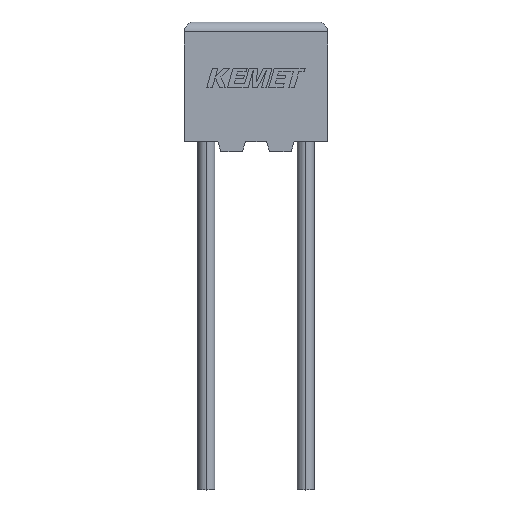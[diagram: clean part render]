
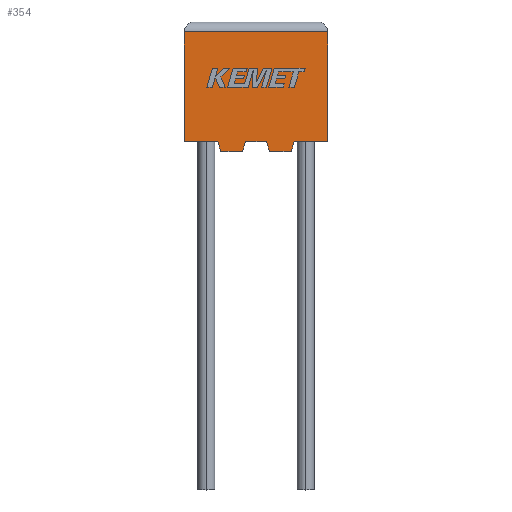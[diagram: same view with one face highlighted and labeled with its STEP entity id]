
A CAD part, top view. The second image highlights one B-rep face of the part: STEP entity #354.
In plain terms, the highlighted planar face has unit normal (0, 0, 1).
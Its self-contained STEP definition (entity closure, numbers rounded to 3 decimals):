
#12 = EDGE_CURVE ( 'NONE', #587, #28, #1085, .T. ) ;
#23 = VERTEX_POINT ( 'NONE', #115 ) ;
#28 = VERTEX_POINT ( 'NONE', #1853 ) ;
#81 = LINE ( 'NONE', #2158, #328 ) ;
#96 = EDGE_CURVE ( 'NONE', #3176, #1255, #1208, .T. ) ;
#115 = CARTESIAN_POINT ( 'NONE',  ( 5.374, -0.5, 2.5 ) ) ;
#135 = DIRECTION ( 'NONE',  ( -1., 0., 0. ) ) ;
#136 = VECTOR ( 'NONE', #2629, 1000. ) ;
#143 = VERTEX_POINT ( 'NONE', #548 ) ;
#161 = LINE ( 'NONE', #2008, #2082 ) ;
#192 = ORIENTED_EDGE ( 'NONE', *, *, #821, .T. ) ;
#213 = CARTESIAN_POINT ( 'NONE',  ( 0., 0., 2.5 ) ) ;
#283 = EDGE_CURVE ( 'NONE', #143, #1222, #3046, .T. ) ;
#308 = ORIENTED_EDGE ( 'NONE', *, *, #1967, .F. ) ;
#328 = VECTOR ( 'NONE', #3031, 1000. ) ;
#345 = ORIENTED_EDGE ( 'NONE', *, *, #501, .T. ) ;
#354 = ADVANCED_FACE ( 'NONE', ( #2152 ), #1233, .F. ) ;
#362 = DIRECTION ( 'NONE',  ( 1., 0., 0. ) ) ;
#411 = VECTOR ( 'NONE', #1831, 1000. ) ;
#415 = LINE ( 'NONE', #1847, #1478 ) ;
#455 = EDGE_CURVE ( 'NONE', #28, #3176, #2559, .T. ) ;
#497 = VECTOR ( 'NONE', #700, 1000. ) ;
#501 = EDGE_CURVE ( 'NONE', #1888, #1328, #81, .T. ) ;
#512 = DIRECTION ( 'NONE',  ( -0.287, -0.958, 0. ) ) ;
#528 = CARTESIAN_POINT ( 'NONE',  ( 0., 5.5, 2.5 ) ) ;
#545 = ORIENTED_EDGE ( 'NONE', *, *, #283, .T. ) ;
#548 = CARTESIAN_POINT ( 'NONE',  ( 1.826, -0.5, 2.5 ) ) ;
#587 = VERTEX_POINT ( 'NONE', #874 ) ;
#637 = VERTEX_POINT ( 'NONE', #893 ) ;
#671 = CARTESIAN_POINT ( 'NONE',  ( 7.2, 0., 2.5 ) ) ;
#697 = CARTESIAN_POINT ( 'NONE',  ( 0., 0., 2.5 ) ) ;
#700 = DIRECTION ( 'NONE',  ( 0.287, 0.958, 0. ) ) ;
#729 = DIRECTION ( 'NONE',  ( -1., 0., 0. ) ) ;
#792 = ORIENTED_EDGE ( 'NONE', *, *, #1274, .F. ) ;
#821 = EDGE_CURVE ( 'NONE', #2307, #143, #1749, .T. ) ;
#842 = EDGE_CURVE ( 'NONE', #1255, #2708, #415, .T. ) ;
#863 = CARTESIAN_POINT ( 'NONE',  ( 0., 0., 2.5 ) ) ;
#874 = CARTESIAN_POINT ( 'NONE',  ( 5.524, 0., 2.5 ) ) ;
#893 = CARTESIAN_POINT ( 'NONE',  ( 4.272, -0.5, 2.5 ) ) ;
#915 = DIRECTION ( 'NONE',  ( 0., 0., -1. ) ) ;
#939 = CARTESIAN_POINT ( 'NONE',  ( 2.928, -0.5, 2.5 ) ) ;
#965 = CARTESIAN_POINT ( 'NONE',  ( 1.826, -0.5, 2.5 ) ) ;
#997 = ORIENTED_EDGE ( 'NONE', *, *, #2202, .F. ) ;
#1085 = LINE ( 'NONE', #2117, #136 ) ;
#1180 = CARTESIAN_POINT ( 'NONE',  ( 5.374, -0.5, 2.5 ) ) ;
#1207 = EDGE_CURVE ( 'NONE', #1222, #1888, #3068, .T. ) ;
#1208 = LINE ( 'NONE', #528, #1787 ) ;
#1222 = VERTEX_POINT ( 'NONE', #939 ) ;
#1233 = PLANE ( 'NONE',  #2756 ) ;
#1255 = VERTEX_POINT ( 'NONE', #1867 ) ;
#1274 = EDGE_CURVE ( 'NONE', #637, #1328, #2556, .T. ) ;
#1328 = VERTEX_POINT ( 'NONE', #3098 ) ;
#1335 = DIRECTION ( 'NONE',  ( 0.287, -0.958, 0. ) ) ;
#1478 = VECTOR ( 'NONE', #2329, 1000. ) ;
#1554 = CARTESIAN_POINT ( 'NONE',  ( 2.928, -0.5, 2.5 ) ) ;
#1566 = VECTOR ( 'NONE', #729, 1000. ) ;
#1581 = VECTOR ( 'NONE', #3217, 1000. ) ;
#1637 = CARTESIAN_POINT ( 'NONE',  ( 4.272, -0.5, 2.5 ) ) ;
#1727 = ORIENTED_EDGE ( 'NONE', *, *, #455, .T. ) ;
#1749 = LINE ( 'NONE', #2124, #1905 ) ;
#1773 = VECTOR ( 'NONE', #362, 1000. ) ;
#1787 = VECTOR ( 'NONE', #2927, 1000. ) ;
#1831 = DIRECTION ( 'NONE',  ( -0.287, 0.958, 0. ) ) ;
#1835 = ORIENTED_EDGE ( 'NONE', *, *, #12, .T. ) ;
#1847 = CARTESIAN_POINT ( 'NONE',  ( 0., 0., 2.5 ) ) ;
#1853 = CARTESIAN_POINT ( 'NONE',  ( 7.2, 0., 2.5 ) ) ;
#1867 = CARTESIAN_POINT ( 'NONE',  ( 0., 5.5, 2.5 ) ) ;
#1873 = CARTESIAN_POINT ( 'NONE',  ( 3.078, 0., 2.5 ) ) ;
#1888 = VERTEX_POINT ( 'NONE', #1873 ) ;
#1905 = VECTOR ( 'NONE', #1335, 1000. ) ;
#1964 = CARTESIAN_POINT ( 'NONE',  ( 7.2, 5.5, 2.5 ) ) ;
#1967 = EDGE_CURVE ( 'NONE', #23, #637, #2487, .T. ) ;
#2008 = CARTESIAN_POINT ( 'NONE',  ( 5.524, 0., 2.5 ) ) ;
#2082 = VECTOR ( 'NONE', #512, 1000. ) ;
#2117 = CARTESIAN_POINT ( 'NONE',  ( 0., 0., 2.5 ) ) ;
#2124 = CARTESIAN_POINT ( 'NONE',  ( 1.676, 0., 2.5 ) ) ;
#2152 = FACE_OUTER_BOUND ( 'NONE', #2780, .T. ) ;
#2158 = CARTESIAN_POINT ( 'NONE',  ( 0., 0., 2.5 ) ) ;
#2202 = EDGE_CURVE ( 'NONE', #587, #23, #161, .T. ) ;
#2307 = VERTEX_POINT ( 'NONE', #2668 ) ;
#2329 = DIRECTION ( 'NONE',  ( 0., -1., 0. ) ) ;
#2352 = ORIENTED_EDGE ( 'NONE', *, *, #96, .T. ) ;
#2358 = EDGE_CURVE ( 'NONE', #2708, #2307, #2447, .T. ) ;
#2414 = DIRECTION ( 'NONE',  ( 0., 1., 0. ) ) ;
#2447 = LINE ( 'NONE', #863, #1773 ) ;
#2487 = LINE ( 'NONE', #1180, #1566 ) ;
#2556 = LINE ( 'NONE', #1637, #411 ) ;
#2559 = LINE ( 'NONE', #671, #2593 ) ;
#2580 = ORIENTED_EDGE ( 'NONE', *, *, #2358, .T. ) ;
#2593 = VECTOR ( 'NONE', #2414, 1000. ) ;
#2629 = DIRECTION ( 'NONE',  ( 1., 0., 0. ) ) ;
#2668 = CARTESIAN_POINT ( 'NONE',  ( 1.676, 0., 2.5 ) ) ;
#2708 = VERTEX_POINT ( 'NONE', #213 ) ;
#2756 = AXIS2_PLACEMENT_3D ( 'NONE', #697, #915, #135 ) ;
#2780 = EDGE_LOOP ( 'NONE', ( #1727, #2352, #3131, #2580, #192, #545, #3090, #345, #792, #308, #997, #1835 ) ) ;
#2927 = DIRECTION ( 'NONE',  ( -1., 0., 0. ) ) ;
#3031 = DIRECTION ( 'NONE',  ( 1., 0., 0. ) ) ;
#3046 = LINE ( 'NONE', #965, #1581 ) ;
#3068 = LINE ( 'NONE', #1554, #497 ) ;
#3090 = ORIENTED_EDGE ( 'NONE', *, *, #1207, .T. ) ;
#3098 = CARTESIAN_POINT ( 'NONE',  ( 4.122, 0., 2.5 ) ) ;
#3131 = ORIENTED_EDGE ( 'NONE', *, *, #842, .T. ) ;
#3176 = VERTEX_POINT ( 'NONE', #1964 ) ;
#3217 = DIRECTION ( 'NONE',  ( 1., 0., 0. ) ) ;
